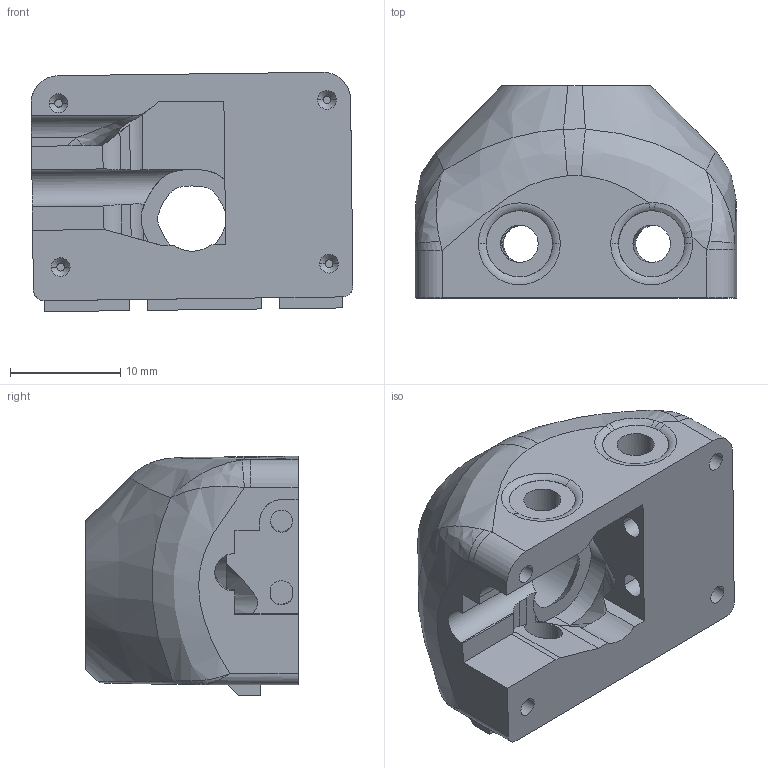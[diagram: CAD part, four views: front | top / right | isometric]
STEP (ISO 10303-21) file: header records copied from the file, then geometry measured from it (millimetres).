
FILE_DESCRIPTION (( 'STEP AP214' ), '1' );
FILE_NAME ('endstop_body_short_9mmOD_bearing.STEP', '2021-09-13T17:14:38', ( '' ), ( '' ), 'SwSTEP 2.0', 'SolidWorks 2021', '' );
FILE_SCHEMA (( 'AUTOMOTIVE_DESIGN' ));
Length unit declared in the file: millimetre
Products named in the file (1): endstop_body_short_9mmOD_bearing
Bounding box: 29.21 x 19.25 x 21.72 mm (x, y, z)
Volume: 6804.2 mm3; surface area: 3603.4 mm2
Topology: 1 solids, 1 shells, 128 faces, 330 edges, 204 vertices
Faces by surface type: plane 51, bspline 31, cylinder 27, cone 14, torus 5
Entity records: 7679 total; most frequent: CARTESIAN_POINT 4794, ORIENTED_EDGE 652, DIRECTION 513, EDGE_CURVE 326, VERTEX_POINT 204, AXIS2_PLACEMENT_3D 186, LINE 141, VECTOR 141
